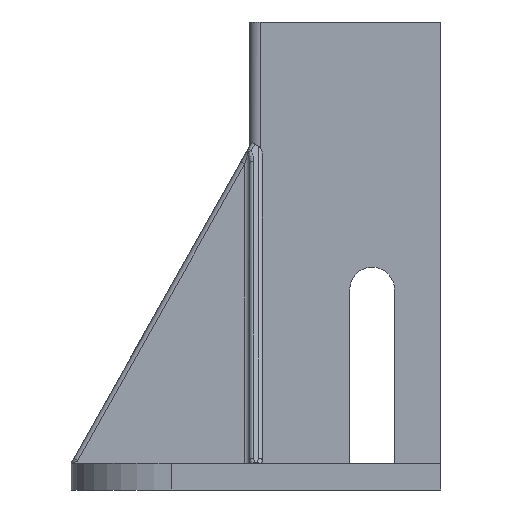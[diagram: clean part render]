
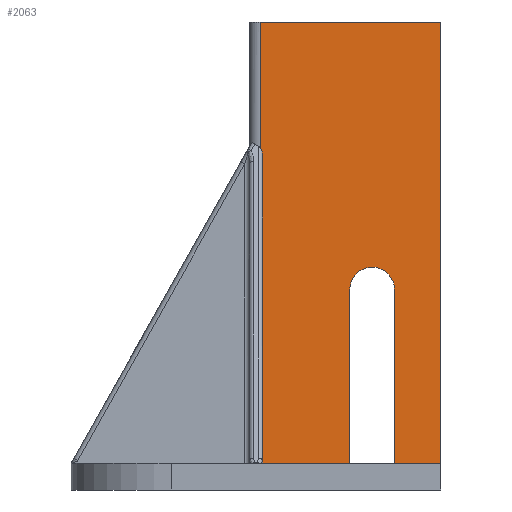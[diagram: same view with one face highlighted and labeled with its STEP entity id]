
A CAD part, front view. The second image highlights one B-rep face of the part: STEP entity #2063.
In plain terms, the highlighted planar face has unit normal (0, -1, 0).
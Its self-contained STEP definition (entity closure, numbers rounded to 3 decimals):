
#154=ELLIPSE('',#2213,2.037,1.);
#177=PLANE('',#2212);
#231=FACE_OUTER_BOUND('',#341,.T.);
#341=EDGE_LOOP('',(#1501,#1502,#1503,#1504,#1505,#1506,#1507,#1508,#1509,
#1510,#1511,#1512,#1513,#1514,#1515,#1516));
#454=LINE('',#2822,#621);
#458=LINE('',#2834,#625);
#473=LINE('',#2866,#640);
#492=LINE('',#2903,#659);
#496=LINE('',#2911,#663);
#510=LINE('',#2953,#677);
#514=LINE('',#2961,#681);
#519=LINE('',#2977,#686);
#520=LINE('',#2978,#687);
#521=LINE('',#2980,#688);
#522=LINE('',#2982,#689);
#523=LINE('',#2985,#690);
#524=LINE('',#2986,#691);
#621=VECTOR('',#2376,0.1);
#625=VECTOR('',#2388,45.05);
#640=VECTOR('',#2411,10.);
#659=VECTOR('',#2438,17.);
#663=VECTOR('',#2442,17.);
#677=VECTOR('',#2460,2.715);
#681=VECTOR('',#2464,2.285);
#686=VECTOR('',#2479,10.);
#687=VECTOR('',#2480,6.);
#688=VECTOR('',#2481,50.);
#689=VECTOR('',#2482,28.273);
#690=VECTOR('',#2485,68.963);
#691=VECTOR('',#2486,6.);
#772=CIRCLE('',#2191,4.95);
#774=CIRCLE('',#2195,4.95);
#835=VERTEX_POINT('',#2812);
#836=VERTEX_POINT('',#2813);
#839=VERTEX_POINT('',#2821);
#841=VERTEX_POINT('',#2827);
#843=VERTEX_POINT('',#2833);
#855=VERTEX_POINT('',#2864);
#856=VERTEX_POINT('',#2865);
#870=VERTEX_POINT('',#2902);
#873=VERTEX_POINT('',#2908);
#874=VERTEX_POINT('',#2910);
#886=VERTEX_POINT('',#2952);
#889=VERTEX_POINT('',#2958);
#890=VERTEX_POINT('',#2960);
#897=VERTEX_POINT('',#2979);
#898=VERTEX_POINT('',#2981);
#899=VERTEX_POINT('',#2983);
#1057=EDGE_CURVE('',#835,#836,#772,.T.);
#1061=EDGE_CURVE('',#836,#839,#454,.T.);
#1064=EDGE_CURVE('',#839,#841,#774,.T.);
#1067=EDGE_CURVE('',#843,#841,#458,.T.);
#1083=EDGE_CURVE('',#855,#856,#473,.T.);
#1102=EDGE_CURVE('',#870,#855,#492,.T.);
#1106=EDGE_CURVE('',#874,#873,#496,.T.);
#1123=EDGE_CURVE('',#886,#843,#510,.T.);
#1127=EDGE_CURVE('',#890,#889,#514,.T.);
#1136=EDGE_CURVE('',#835,#890,#519,.T.);
#1137=EDGE_CURVE('',#889,#870,#520,.T.);
#1138=EDGE_CURVE('',#897,#856,#521,.T.);
#1139=EDGE_CURVE('',#897,#898,#522,.T.);
#1140=EDGE_CURVE('',#899,#898,#154,.T.);
#1141=EDGE_CURVE('',#874,#899,#523,.T.);
#1142=EDGE_CURVE('',#886,#873,#524,.T.);
#1501=ORIENTED_EDGE('',*,*,#1136,.T.);
#1502=ORIENTED_EDGE('',*,*,#1127,.T.);
#1503=ORIENTED_EDGE('',*,*,#1137,.T.);
#1504=ORIENTED_EDGE('',*,*,#1102,.T.);
#1505=ORIENTED_EDGE('',*,*,#1083,.T.);
#1506=ORIENTED_EDGE('',*,*,#1138,.F.);
#1507=ORIENTED_EDGE('',*,*,#1139,.T.);
#1508=ORIENTED_EDGE('',*,*,#1140,.F.);
#1509=ORIENTED_EDGE('',*,*,#1141,.F.);
#1510=ORIENTED_EDGE('',*,*,#1106,.T.);
#1511=ORIENTED_EDGE('',*,*,#1142,.F.);
#1512=ORIENTED_EDGE('',*,*,#1123,.T.);
#1513=ORIENTED_EDGE('',*,*,#1067,.T.);
#1514=ORIENTED_EDGE('',*,*,#1064,.F.);
#1515=ORIENTED_EDGE('',*,*,#1061,.F.);
#1516=ORIENTED_EDGE('',*,*,#1057,.F.);
#2063=ADVANCED_FACE('',(#231),#177,.T.);
#2191=AXIS2_PLACEMENT_3D('',#2814,#2368,#2369);
#2195=AXIS2_PLACEMENT_3D('',#2828,#2381,#2382);
#2212=AXIS2_PLACEMENT_3D('',#2976,#2477,#2478);
#2213=AXIS2_PLACEMENT_3D('',#2984,#2483,#2484);
#2368=DIRECTION('center_axis',(0.,-1.,0.));
#2369=DIRECTION('ref_axis',(0.707,0.,0.707));
#2376=DIRECTION('',(-1.,0.,0.));
#2381=DIRECTION('center_axis',(0.,-1.,0.));
#2382=DIRECTION('ref_axis',(-0.707,0.,0.707));
#2388=DIRECTION('',(0.,0.,1.));
#2411=DIRECTION('',(0.,0.,1.));
#2438=DIRECTION('',(1.,0.,0.));
#2442=DIRECTION('',(1.,0.,0.));
#2460=DIRECTION('',(1.,0.,0.));
#2464=DIRECTION('',(1.,0.,0.));
#2477=DIRECTION('center_axis',(0.,-1.,0.));
#2478=DIRECTION('ref_axis',(0.,0.,-1.));
#2479=DIRECTION('',(0.,0.,-1.));
#2480=DIRECTION('',(0.,0.,1.));
#2481=DIRECTION('',(1.,0.,0.));
#2482=DIRECTION('',(0.,0.,-1.));
#2483=DIRECTION('center_axis',(0.,-1.,0.));
#2484=DIRECTION('ref_axis',(0.,0.,-1.));
#2485=DIRECTION('',(0.,0.,1.));
#2486=DIRECTION('',(0.,0.,1.));
#2812=CARTESIAN_POINT('',(5.05,-95.,45.05));
#2813=CARTESIAN_POINT('',(0.1,-95.,50.));
#2814=CARTESIAN_POINT('Origin',(0.1,-95.,45.05));
#2821=CARTESIAN_POINT('',(0.,-95.,50.));
#2822=CARTESIAN_POINT('',(0.265,-95.,50.));
#2827=CARTESIAN_POINT('',(-4.95,-95.,45.05));
#2828=CARTESIAN_POINT('Origin',(0.,-95.,
45.05));
#2833=CARTESIAN_POINT('',(-4.95,-95.,0.));
#2834=CARTESIAN_POINT('',(-4.95,-95.,0.));
#2864=CARTESIAN_POINT('',(15.5,-95.,6.));
#2865=CARTESIAN_POINT('',(15.5,-95.,105.));
#2866=CARTESIAN_POINT('',(15.5,-95.,52.5));
#2902=CARTESIAN_POINT('',(7.5,-95.,6.));
#2903=CARTESIAN_POINT('',(7.5,-95.,6.));
#2908=CARTESIAN_POINT('',(-7.5,-95.,6.));
#2910=CARTESIAN_POINT('',(-24.5,-95.,6.));
#2911=CARTESIAN_POINT('',(-24.5,-95.,6.));
#2952=CARTESIAN_POINT('',(-7.5,-95.,0.));
#2953=CARTESIAN_POINT('',(-7.5,-95.,0.));
#2958=CARTESIAN_POINT('',(7.5,-95.,0.));
#2960=CARTESIAN_POINT('',(5.05,-95.,0.));
#2961=CARTESIAN_POINT('',(5.215,-95.,0.));
#2976=CARTESIAN_POINT('Origin',(-27.5,-95.,0.));
#2977=CARTESIAN_POINT('',(5.05,-95.,0.));
#2978=CARTESIAN_POINT('',(7.5,-95.,0.));
#2979=CARTESIAN_POINT('',(-25.,-95.,105.));
#2980=CARTESIAN_POINT('',(-25.,-95.,105.));
#2981=CARTESIAN_POINT('',(-25.,-95.,76.727));
#2982=CARTESIAN_POINT('',(-25.,-95.,105.));
#2983=CARTESIAN_POINT('',(-24.5,-95.,74.963));
#2984=CARTESIAN_POINT('Origin',(-25.5,-95.,74.963));
#2985=CARTESIAN_POINT('',(-24.5,-95.,6.));
#2986=CARTESIAN_POINT('',(-7.5,-95.,0.));
